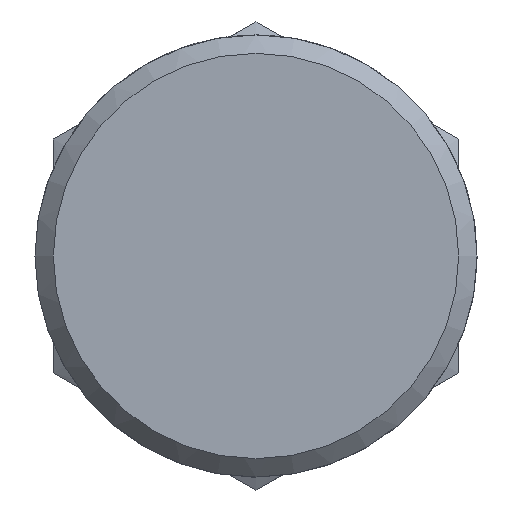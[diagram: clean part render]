
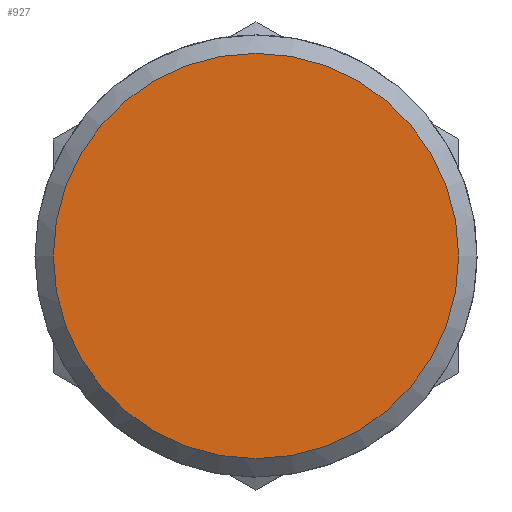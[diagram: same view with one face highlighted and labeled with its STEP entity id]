
A CAD part, front view. The second image highlights one B-rep face of the part: STEP entity #927.
In plain terms, the highlighted planar face has unit normal (0, -1, 0).
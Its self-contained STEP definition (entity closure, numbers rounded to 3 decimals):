
#48=PLANE('',#1090);
#92=FACE_OUTER_BOUND('',#142,.T.);
#142=EDGE_LOOP('',(#822,#823));
#240=CIRCLE('',#1088,5.5);
#241=CIRCLE('',#1089,5.5);
#408=VERTEX_POINT('',#1709);
#409=VERTEX_POINT('',#1710);
#545=EDGE_CURVE('',#408,#409,#240,.T.);
#546=EDGE_CURVE('',#409,#408,#241,.T.);
#822=ORIENTED_EDGE('',*,*,#545,.T.);
#823=ORIENTED_EDGE('',*,*,#546,.T.);
#927=ADVANCED_FACE('',(#92),#48,.T.);
#1088=AXIS2_PLACEMENT_3D('',#1711,#1399,#1400);
#1089=AXIS2_PLACEMENT_3D('',#1712,#1401,#1402);
#1090=AXIS2_PLACEMENT_3D('',#1714,#1404,#1405);
#1399=DIRECTION('center_axis',(0.,-1.,0.));
#1400=DIRECTION('ref_axis',(1.,0.,0.));
#1401=DIRECTION('center_axis',(0.,-1.,0.));
#1402=DIRECTION('ref_axis',(1.,0.,0.));
#1404=DIRECTION('center_axis',(0.,-1.,0.));
#1405=DIRECTION('ref_axis',(0.,0.,-1.));
#1709=CARTESIAN_POINT('',(5.5,0.,0.));
#1710=CARTESIAN_POINT('',(-5.5,0.,0.));
#1711=CARTESIAN_POINT('Origin',(0.,0.,
0.));
#1712=CARTESIAN_POINT('Origin',(0.,0.,
0.));
#1714=CARTESIAN_POINT('Origin',(2.75,0.,0.));
